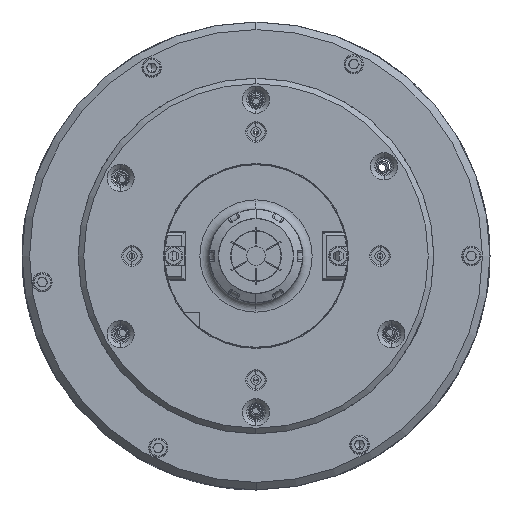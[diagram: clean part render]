
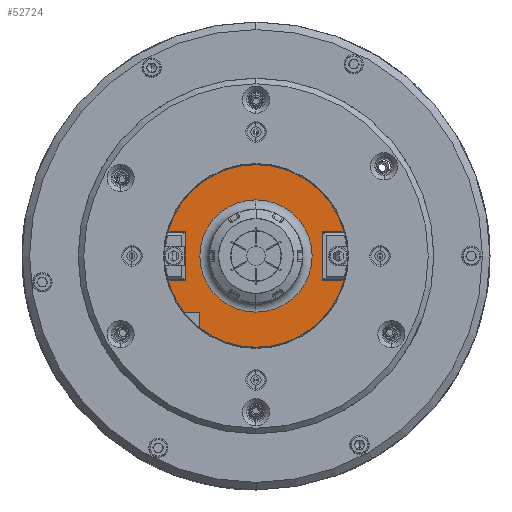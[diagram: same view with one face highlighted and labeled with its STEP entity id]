
A CAD part, left-side view. The second image highlights one B-rep face of the part: STEP entity #52724.
In plain terms, the highlighted planar face has unit normal (-1, 0, 0).
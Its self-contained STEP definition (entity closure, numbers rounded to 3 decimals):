
#872 = CARTESIAN_POINT ( 'NONE',  ( -17.6, 37.7, -12.85 ) ) ;
#1318 = DIRECTION ( 'NONE',  ( 0., 0., 1. ) ) ;
#1324 = VERTEX_POINT ( 'NONE', #54082 ) ;
#1590 = DIRECTION ( 'NONE',  ( -1., 0., 0. ) ) ;
#1606 = CARTESIAN_POINT ( 'NONE',  ( -17.6, 0., 0. ) ) ;
#1947 = CARTESIAN_POINT ( 'NONE',  ( -17.6, -47.026, 12.85 ) ) ;
#2724 = CARTESIAN_POINT ( 'NONE',  ( -17.6, 37.7, 12.85 ) ) ;
#2988 = AXIS2_PLACEMENT_3D ( 'NONE', #5915, #38161, #10550 ) ;
#3024 = EDGE_CURVE ( 'NONE', #42953, #30181, #55283, .T. ) ;
#3286 = EDGE_CURVE ( 'NONE', #19190, #21333, #28318, .T. ) ;
#3670 = DIRECTION ( 'NONE',  ( 0., 0., 1. ) ) ;
#4168 = VERTEX_POINT ( 'NONE', #49706 ) ;
#4972 = VERTEX_POINT ( 'NONE', #6076 ) ;
#5376 = CIRCLE ( 'NONE', #20048, 30. ) ;
#5915 = CARTESIAN_POINT ( 'NONE',  ( -17.6, 0., 0. ) ) ;
#6076 = CARTESIAN_POINT ( 'NONE',  ( -17.6, 38.426, -30. ) ) ;
#6184 = EDGE_CURVE ( 'NONE', #45903, #32075, #5376, .T. ) ;
#8008 = AXIS2_PLACEMENT_3D ( 'NONE', #59142, #31267, #3670 ) ;
#8364 = CARTESIAN_POINT ( 'NONE',  ( -17.6, 30., -30. ) ) ;
#8722 = ORIENTED_EDGE ( 'NONE', *, *, #13031, .T. ) ;
#9688 = DIRECTION ( 'NONE',  ( 0., 0., -1. ) ) ;
#10126 = CARTESIAN_POINT ( 'NONE',  ( -17.6, 44.599, -30. ) ) ;
#10550 = DIRECTION ( 'NONE',  ( 0., 0., 1. ) ) ;
#11162 = CARTESIAN_POINT ( 'NONE',  ( -17.6, -35.5, -48.75 ) ) ;
#11355 = ORIENTED_EDGE ( 'NONE', *, *, #6184, .T. ) ;
#12242 = VECTOR ( 'NONE', #22796, 1000. ) ;
#12594 = VECTOR ( 'NONE', #38461, 1000. ) ;
#13031 = EDGE_CURVE ( 'NONE', #4168, #4972, #26972, .T. ) ;
#13050 = CARTESIAN_POINT ( 'NONE',  ( -17.6, 48.751, -12.85 ) ) ;
#13102 = DIRECTION ( 'NONE',  ( 0., 1., 0. ) ) ;
#14016 = LINE ( 'NONE', #29183, #12594 ) ;
#14253 = DIRECTION ( 'NONE',  ( 0., 0., -1. ) ) ;
#14370 = CARTESIAN_POINT ( 'NONE',  ( -17.6, 0., 48.75 ) ) ;
#14791 = VECTOR ( 'NONE', #45356, 1000. ) ;
#16257 = LINE ( 'NONE', #45547, #14791 ) ;
#16455 = VERTEX_POINT ( 'NONE', #872 ) ;
#16805 = VECTOR ( 'NONE', #22438, 1000. ) ;
#17215 = ORIENTED_EDGE ( 'NONE', *, *, #20035, .T. ) ;
#17728 = VERTEX_POINT ( 'NONE', #2724 ) ;
#18533 = ORIENTED_EDGE ( 'NONE', *, *, #42166, .F. ) ;
#18850 = CIRCLE ( 'NONE', #2988, 48.75 ) ;
#19145 = AXIS2_PLACEMENT_3D ( 'NONE', #30738, #30725, #30682 ) ;
#19190 = VERTEX_POINT ( 'NONE', #1947 ) ;
#20035 = EDGE_CURVE ( 'NONE', #32075, #45903, #34864, .T. ) ;
#20048 = AXIS2_PLACEMENT_3D ( 'NONE', #35143, #30622, #9688 ) ;
#20386 = CARTESIAN_POINT ( 'NONE',  ( -17.6, 0., -12.85 ) ) ;
#20433 = CARTESIAN_POINT ( 'NONE',  ( -17.6, -35.5, -12.85 ) ) ;
#20648 = ORIENTED_EDGE ( 'NONE', *, *, #25126, .T. ) ;
#20762 = ORIENTED_EDGE ( 'NONE', *, *, #34937, .T. ) ;
#21333 = VERTEX_POINT ( 'NONE', #14370 ) ;
#21452 = AXIS2_PLACEMENT_3D ( 'NONE', #43129, #43056, #43047 ) ;
#22438 = DIRECTION ( 'NONE',  ( 0., 1., 0. ) ) ;
#22796 = DIRECTION ( 'NONE',  ( 0., 0., -1. ) ) ;
#23288 = PLANE ( 'NONE',  #51684 ) ;
#23397 = CARTESIAN_POINT ( 'NONE',  ( -17.6, 30., -48.75 ) ) ;
#23517 = VERTEX_POINT ( 'NONE', #33577 ) ;
#23945 = VECTOR ( 'NONE', #42434, 1000. ) ;
#24282 = ORIENTED_EDGE ( 'NONE', *, *, #3024, .T. ) ;
#25126 = EDGE_CURVE ( 'NONE', #36706, #47397, #50631, .T. ) ;
#26403 = CARTESIAN_POINT ( 'NONE',  ( -17.6, 0., 30. ) ) ;
#26972 = CIRCLE ( 'NONE', #21452, 48.75 ) ;
#27621 = EDGE_CURVE ( 'NONE', #16455, #4168, #46006, .T. ) ;
#28318 = CIRCLE ( 'NONE', #42049, 48.75 ) ;
#28441 = CARTESIAN_POINT ( 'NONE',  ( -17.6, 30., -38.426 ) ) ;
#28992 = EDGE_CURVE ( 'NONE', #21333, #1324, #18850, .T. ) ;
#29183 = CARTESIAN_POINT ( 'NONE',  ( -17.6, 48.751, 12.85 ) ) ;
#30181 = VERTEX_POINT ( 'NONE', #20433 ) ;
#30622 = DIRECTION ( 'NONE',  ( 1., 0., 0. ) ) ;
#30682 = DIRECTION ( 'NONE',  ( 0., 0., -1. ) ) ;
#30725 = DIRECTION ( 'NONE',  ( 1., 0., 0. ) ) ;
#30738 = CARTESIAN_POINT ( 'NONE',  ( -17.6, 0., 0. ) ) ;
#31267 = DIRECTION ( 'NONE',  ( -1., 0., 0. ) ) ;
#31605 = CARTESIAN_POINT ( 'NONE',  ( -17.6, -47.026, -12.85 ) ) ;
#31622 = CARTESIAN_POINT ( 'NONE',  ( -17.6, 0., -30. ) ) ;
#32073 = FACE_OUTER_BOUND ( 'NONE', #52096, .T. ) ;
#32075 = VERTEX_POINT ( 'NONE', #26403 ) ;
#32217 = ORIENTED_EDGE ( 'NONE', *, *, #43660, .T. ) ;
#33577 = CARTESIAN_POINT ( 'NONE',  ( -17.6, -35.5, 12.85 ) ) ;
#34424 = EDGE_CURVE ( 'NONE', #23517, #19190, #16257, .T. ) ;
#34864 = CIRCLE ( 'NONE', #19145, 30. ) ;
#34937 = EDGE_CURVE ( 'NONE', #47397, #42953, #39306, .T. ) ;
#35143 = CARTESIAN_POINT ( 'NONE',  ( -17.6, 0., 0. ) ) ;
#36706 = VERTEX_POINT ( 'NONE', #8364 ) ;
#37259 = CARTESIAN_POINT ( 'NONE',  ( -17.6, 0., -48.75 ) ) ;
#37490 = EDGE_LOOP ( 'NONE', ( #11355, #17215 ) ) ;
#38161 = DIRECTION ( 'NONE',  ( -1., 0., 0. ) ) ;
#38461 = DIRECTION ( 'NONE',  ( 0., -1., 0. ) ) ;
#38487 = LINE ( 'NONE', #11162, #50914 ) ;
#39306 = CIRCLE ( 'NONE', #8008, 48.75 ) ;
#41001 = ORIENTED_EDGE ( 'NONE', *, *, #34424, .T. ) ;
#41050 = EDGE_CURVE ( 'NONE', #17728, #16455, #52492, .T. ) ;
#41360 = CARTESIAN_POINT ( 'NONE',  ( -17.6, 37.7, 0. ) ) ;
#41932 = DIRECTION ( 'NONE',  ( 1., 0., 0. ) ) ;
#42049 = AXIS2_PLACEMENT_3D ( 'NONE', #1606, #1590, #1318 ) ;
#42166 = EDGE_CURVE ( 'NONE', #36706, #4972, #59615, .T. ) ;
#42378 = ORIENTED_EDGE ( 'NONE', *, *, #3286, .T. ) ;
#42434 = DIRECTION ( 'NONE',  ( 0., 1., 0. ) ) ;
#42953 = VERTEX_POINT ( 'NONE', #31605 ) ;
#43047 = DIRECTION ( 'NONE',  ( 0., 0., 1. ) ) ;
#43056 = DIRECTION ( 'NONE',  ( -1., 0., 0. ) ) ;
#43129 = CARTESIAN_POINT ( 'NONE',  ( -17.6, 0., 0. ) ) ;
#43660 = EDGE_CURVE ( 'NONE', #30181, #23517, #38487, .T. ) ;
#44415 = FACE_BOUND ( 'NONE', #37490, .T. ) ;
#45356 = DIRECTION ( 'NONE',  ( 0., -1., 0. ) ) ;
#45547 = CARTESIAN_POINT ( 'NONE',  ( -17.6, -48.75, 12.85 ) ) ;
#45903 = VERTEX_POINT ( 'NONE', #31622 ) ;
#46006 = LINE ( 'NONE', #13050, #55492 ) ;
#46865 = ORIENTED_EDGE ( 'NONE', *, *, #28992, .T. ) ;
#47397 = VERTEX_POINT ( 'NONE', #28441 ) ;
#49706 = CARTESIAN_POINT ( 'NONE',  ( -17.6, 47.026, -12.85 ) ) ;
#49753 = ORIENTED_EDGE ( 'NONE', *, *, #52845, .T. ) ;
#50564 = DIRECTION ( 'NONE',  ( 0., 0., -1. ) ) ;
#50631 = LINE ( 'NONE', #23397, #12242 ) ;
#50914 = VECTOR ( 'NONE', #52873, 1000. ) ;
#51029 = VECTOR ( 'NONE', #50564, 1000. ) ;
#51684 = AXIS2_PLACEMENT_3D ( 'NONE', #37259, #41932, #14253 ) ;
#52096 = EDGE_LOOP ( 'NONE', ( #18533, #20648, #20762, #24282, #32217, #41001, #42378, #46865, #49753, #52732, #57738, #8722 ) ) ;
#52492 = LINE ( 'NONE', #41360, #51029 ) ;
#52724 = ADVANCED_FACE ( 'NONE', ( #44415, #32073 ), #23288, .F. ) ;
#52732 = ORIENTED_EDGE ( 'NONE', *, *, #41050, .T. ) ;
#52845 = EDGE_CURVE ( 'NONE', #1324, #17728, #14016, .T. ) ;
#52873 = DIRECTION ( 'NONE',  ( 0., 0., 1. ) ) ;
#54082 = CARTESIAN_POINT ( 'NONE',  ( -17.6, 47.026, 12.85 ) ) ;
#55283 = LINE ( 'NONE', #20386, #16805 ) ;
#55492 = VECTOR ( 'NONE', #13102, 1000. ) ;
#57738 = ORIENTED_EDGE ( 'NONE', *, *, #27621, .T. ) ;
#59142 = CARTESIAN_POINT ( 'NONE',  ( -17.6, 0., 0. ) ) ;
#59615 = LINE ( 'NONE', #10126, #23945 ) ;
